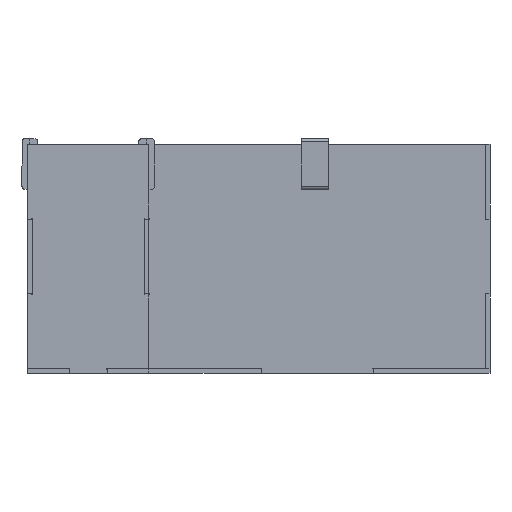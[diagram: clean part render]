
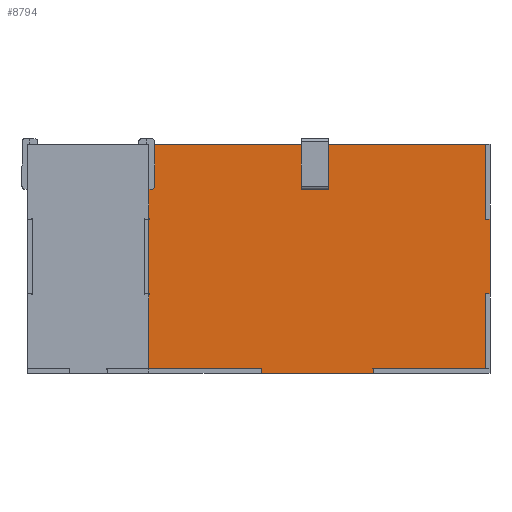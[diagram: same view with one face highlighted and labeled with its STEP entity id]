
A CAD part, left-side view. The second image highlights one B-rep face of the part: STEP entity #8794.
In plain terms, the highlighted face is planar.
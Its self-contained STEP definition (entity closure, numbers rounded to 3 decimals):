
#8505 = VERTEX_POINT('',#8506);
#8506 = CARTESIAN_POINT('',(4.,152.,200.));
#8512 = EDGE_CURVE('',#8505,#8513,#8515,.T.);
#8513 = VERTEX_POINT('',#8514);
#8514 = CARTESIAN_POINT('',(4.,-152.,200.));
#8515 = LINE('',#8516,#8517);
#8516 = CARTESIAN_POINT('',(4.,152.,200.));
#8517 = VECTOR('',#8518,1.);
#8518 = DIRECTION('',(0.,-1.,0.));
#8551 = VERTEX_POINT('',#8552);
#8552 = CARTESIAN_POINT('',(4.,152.,133.683));
#8558 = EDGE_CURVE('',#8551,#8505,#8559,.T.);
#8559 = LINE('',#8560,#8561);
#8560 = CARTESIAN_POINT('',(4.,152.,133.333));
#8561 = VECTOR('',#8562,1.);
#8562 = DIRECTION('',(0.,0.,1.));
#8574 = EDGE_CURVE('',#8513,#8575,#8577,.T.);
#8575 = VERTEX_POINT('',#8576);
#8576 = CARTESIAN_POINT('',(4.,-152.,133.333));
#8577 = LINE('',#8578,#8579);
#8578 = CARTESIAN_POINT('',(4.,-152.,200.));
#8579 = VECTOR('',#8580,1.);
#8580 = DIRECTION('',(0.,0.,-1.));
#8794 = ADVANCED_FACE('',(#8795),#8983,.T.);
#8795 = FACE_BOUND('',#8796,.T.);
#8796 = EDGE_LOOP('',(#8797,#8798,#8799,#8800,#8808,#8817,#8826,#8834,
    #8843,#8852,#8860,#8868,#8876,#8885,#8894,#8902,#8910,#8918,#8927,
    #8935,#8943,#8952,#8960,#8968,#8976));
#8797 = ORIENTED_EDGE('',*,*,#8558,.T.);
#8798 = ORIENTED_EDGE('',*,*,#8512,.T.);
#8799 = ORIENTED_EDGE('',*,*,#8574,.T.);
#8800 = ORIENTED_EDGE('',*,*,#8801,.T.);
#8801 = EDGE_CURVE('',#8575,#8802,#8804,.T.);
#8802 = VERTEX_POINT('',#8803);
#8803 = CARTESIAN_POINT('',(4.,-148.35,133.333));
#8804 = LINE('',#8805,#8806);
#8805 = CARTESIAN_POINT('',(4.,-152.,133.333));
#8806 = VECTOR('',#8807,1.);
#8807 = DIRECTION('',(0.,1.,0.));
#8808 = ORIENTED_EDGE('',*,*,#8809,.T.);
#8809 = EDGE_CURVE('',#8802,#8810,#8812,.T.);
#8810 = VERTEX_POINT('',#8811);
#8811 = CARTESIAN_POINT('',(4.,-147.65,133.333));
#8812 = CIRCLE('',#8813,0.35);
#8813 = AXIS2_PLACEMENT_3D('',#8814,#8815,#8816);
#8814 = CARTESIAN_POINT('',(4.,-148.,133.333));
#8815 = DIRECTION('',(-1.,0.,0.));
#8816 = DIRECTION('',(0.,1.,0.));
#8817 = ORIENTED_EDGE('',*,*,#8818,.T.);
#8818 = EDGE_CURVE('',#8810,#8819,#8821,.T.);
#8819 = VERTEX_POINT('',#8820);
#8820 = CARTESIAN_POINT('',(4.,-148.,132.983));
#8821 = CIRCLE('',#8822,0.35);
#8822 = AXIS2_PLACEMENT_3D('',#8823,#8824,#8825);
#8823 = CARTESIAN_POINT('',(4.,-148.,133.333));
#8824 = DIRECTION('',(-1.,0.,0.));
#8825 = DIRECTION('',(0.,1.,0.));
#8826 = ORIENTED_EDGE('',*,*,#8827,.T.);
#8827 = EDGE_CURVE('',#8819,#8828,#8830,.T.);
#8828 = VERTEX_POINT('',#8829);
#8829 = CARTESIAN_POINT('',(4.,-148.,67.017));
#8830 = LINE('',#8831,#8832);
#8831 = CARTESIAN_POINT('',(4.,-148.,133.333));
#8832 = VECTOR('',#8833,1.);
#8833 = DIRECTION('',(0.,0.,-1.));
#8834 = ORIENTED_EDGE('',*,*,#8835,.T.);
#8835 = EDGE_CURVE('',#8828,#8836,#8838,.T.);
#8836 = VERTEX_POINT('',#8837);
#8837 = CARTESIAN_POINT('',(4.,-147.65,66.667));
#8838 = CIRCLE('',#8839,0.35);
#8839 = AXIS2_PLACEMENT_3D('',#8840,#8841,#8842);
#8840 = CARTESIAN_POINT('',(4.,-148.,66.667));
#8841 = DIRECTION('',(-1.,0.,0.));
#8842 = DIRECTION('',(0.,1.,0.));
#8843 = ORIENTED_EDGE('',*,*,#8844,.T.);
#8844 = EDGE_CURVE('',#8836,#8845,#8847,.T.);
#8845 = VERTEX_POINT('',#8846);
#8846 = CARTESIAN_POINT('',(4.,-148.35,66.667));
#8847 = CIRCLE('',#8848,0.35);
#8848 = AXIS2_PLACEMENT_3D('',#8849,#8850,#8851);
#8849 = CARTESIAN_POINT('',(4.,-148.,66.667));
#8850 = DIRECTION('',(-1.,0.,0.));
#8851 = DIRECTION('',(0.,1.,0.));
#8852 = ORIENTED_EDGE('',*,*,#8853,.T.);
#8853 = EDGE_CURVE('',#8845,#8854,#8856,.T.);
#8854 = VERTEX_POINT('',#8855);
#8855 = CARTESIAN_POINT('',(4.,-152.,66.667));
#8856 = LINE('',#8857,#8858);
#8857 = CARTESIAN_POINT('',(4.,-148.,66.667));
#8858 = VECTOR('',#8859,1.);
#8859 = DIRECTION('',(0.,-1.,0.));
#8860 = ORIENTED_EDGE('',*,*,#8861,.T.);
#8861 = EDGE_CURVE('',#8854,#8862,#8864,.T.);
#8862 = VERTEX_POINT('',#8863);
#8863 = CARTESIAN_POINT('',(4.,-152.,0.));
#8864 = LINE('',#8865,#8866);
#8865 = CARTESIAN_POINT('',(4.,-152.,66.667));
#8866 = VECTOR('',#8867,1.);
#8867 = DIRECTION('',(0.,0.,-1.));
#8868 = ORIENTED_EDGE('',*,*,#8869,.T.);
#8869 = EDGE_CURVE('',#8862,#8870,#8872,.T.);
#8870 = VERTEX_POINT('',#8871);
#8871 = CARTESIAN_POINT('',(4.,-48.35,0.));
#8872 = LINE('',#8873,#8874);
#8873 = CARTESIAN_POINT('',(4.,-152.,0.));
#8874 = VECTOR('',#8875,1.);
#8875 = DIRECTION('',(0.,1.,0.));
#8876 = ORIENTED_EDGE('',*,*,#8877,.T.);
#8877 = EDGE_CURVE('',#8870,#8878,#8880,.T.);
#8878 = VERTEX_POINT('',#8879);
#8879 = CARTESIAN_POINT('',(4.,-47.65,0.));
#8880 = CIRCLE('',#8881,0.35);
#8881 = AXIS2_PLACEMENT_3D('',#8882,#8883,#8884);
#8882 = CARTESIAN_POINT('',(4.,-48.,0.));
#8883 = DIRECTION('',(-1.,0.,0.));
#8884 = DIRECTION('',(0.,1.,0.));
#8885 = ORIENTED_EDGE('',*,*,#8886,.T.);
#8886 = EDGE_CURVE('',#8878,#8887,#8889,.T.);
#8887 = VERTEX_POINT('',#8888);
#8888 = CARTESIAN_POINT('',(4.,-48.,-0.35));
#8889 = CIRCLE('',#8890,0.35);
#8890 = AXIS2_PLACEMENT_3D('',#8891,#8892,#8893);
#8891 = CARTESIAN_POINT('',(4.,-48.,0.));
#8892 = DIRECTION('',(-1.,0.,0.));
#8893 = DIRECTION('',(0.,1.,0.));
#8894 = ORIENTED_EDGE('',*,*,#8895,.T.);
#8895 = EDGE_CURVE('',#8887,#8896,#8898,.T.);
#8896 = VERTEX_POINT('',#8897);
#8897 = CARTESIAN_POINT('',(4.,-48.,-4.));
#8898 = LINE('',#8899,#8900);
#8899 = CARTESIAN_POINT('',(4.,-48.,0.));
#8900 = VECTOR('',#8901,1.);
#8901 = DIRECTION('',(0.,0.,-1.));
#8902 = ORIENTED_EDGE('',*,*,#8903,.T.);
#8903 = EDGE_CURVE('',#8896,#8904,#8906,.T.);
#8904 = VERTEX_POINT('',#8905);
#8905 = CARTESIAN_POINT('',(4.,52.,-4.));
#8906 = LINE('',#8907,#8908);
#8907 = CARTESIAN_POINT('',(4.,-48.,-4.));
#8908 = VECTOR('',#8909,1.);
#8909 = DIRECTION('',(0.,1.,0.));
#8910 = ORIENTED_EDGE('',*,*,#8911,.T.);
#8911 = EDGE_CURVE('',#8904,#8912,#8914,.T.);
#8912 = VERTEX_POINT('',#8913);
#8913 = CARTESIAN_POINT('',(4.,52.,-0.35));
#8914 = LINE('',#8915,#8916);
#8915 = CARTESIAN_POINT('',(4.,52.,-4.));
#8916 = VECTOR('',#8917,1.);
#8917 = DIRECTION('',(0.,0.,1.));
#8918 = ORIENTED_EDGE('',*,*,#8919,.T.);
#8919 = EDGE_CURVE('',#8912,#8920,#8922,.T.);
#8920 = VERTEX_POINT('',#8921);
#8921 = CARTESIAN_POINT('',(4.,52.35,0.));
#8922 = CIRCLE('',#8923,0.35);
#8923 = AXIS2_PLACEMENT_3D('',#8924,#8925,#8926);
#8924 = CARTESIAN_POINT('',(4.,52.,0.));
#8925 = DIRECTION('',(-1.,0.,0.));
#8926 = DIRECTION('',(0.,1.,0.));
#8927 = ORIENTED_EDGE('',*,*,#8928,.T.);
#8928 = EDGE_CURVE('',#8920,#8929,#8931,.T.);
#8929 = VERTEX_POINT('',#8930);
#8930 = CARTESIAN_POINT('',(4.,152.,0.));
#8931 = LINE('',#8932,#8933);
#8932 = CARTESIAN_POINT('',(4.,52.,0.));
#8933 = VECTOR('',#8934,1.);
#8934 = DIRECTION('',(0.,1.,0.));
#8935 = ORIENTED_EDGE('',*,*,#8936,.T.);
#8936 = EDGE_CURVE('',#8929,#8937,#8939,.T.);
#8937 = VERTEX_POINT('',#8938);
#8938 = CARTESIAN_POINT('',(4.,152.,66.317));
#8939 = LINE('',#8940,#8941);
#8940 = CARTESIAN_POINT('',(4.,152.,0.));
#8941 = VECTOR('',#8942,1.);
#8942 = DIRECTION('',(0.,0.,1.));
#8943 = ORIENTED_EDGE('',*,*,#8944,.T.);
#8944 = EDGE_CURVE('',#8937,#8945,#8947,.T.);
#8945 = VERTEX_POINT('',#8946);
#8946 = CARTESIAN_POINT('',(4.,152.35,66.667));
#8947 = CIRCLE('',#8948,0.35);
#8948 = AXIS2_PLACEMENT_3D('',#8949,#8950,#8951);
#8949 = CARTESIAN_POINT('',(4.,152.,66.667));
#8950 = DIRECTION('',(-1.,0.,0.));
#8951 = DIRECTION('',(0.,1.,0.));
#8952 = ORIENTED_EDGE('',*,*,#8953,.T.);
#8953 = EDGE_CURVE('',#8945,#8954,#8956,.T.);
#8954 = VERTEX_POINT('',#8955);
#8955 = CARTESIAN_POINT('',(4.,156.,66.667));
#8956 = LINE('',#8957,#8958);
#8957 = CARTESIAN_POINT('',(4.,152.,66.667));
#8958 = VECTOR('',#8959,1.);
#8959 = DIRECTION('',(0.,1.,0.));
#8960 = ORIENTED_EDGE('',*,*,#8961,.T.);
#8961 = EDGE_CURVE('',#8954,#8962,#8964,.T.);
#8962 = VERTEX_POINT('',#8963);
#8963 = CARTESIAN_POINT('',(4.,156.,133.333));
#8964 = LINE('',#8965,#8966);
#8965 = CARTESIAN_POINT('',(4.,156.,66.667));
#8966 = VECTOR('',#8967,1.);
#8967 = DIRECTION('',(0.,0.,1.));
#8968 = ORIENTED_EDGE('',*,*,#8969,.T.);
#8969 = EDGE_CURVE('',#8962,#8970,#8972,.T.);
#8970 = VERTEX_POINT('',#8971);
#8971 = CARTESIAN_POINT('',(4.,152.35,133.333));
#8972 = LINE('',#8973,#8974);
#8973 = CARTESIAN_POINT('',(4.,156.,133.333));
#8974 = VECTOR('',#8975,1.);
#8975 = DIRECTION('',(0.,-1.,0.));
#8976 = ORIENTED_EDGE('',*,*,#8977,.T.);
#8977 = EDGE_CURVE('',#8970,#8551,#8978,.T.);
#8978 = CIRCLE('',#8979,0.35);
#8979 = AXIS2_PLACEMENT_3D('',#8980,#8981,#8982);
#8980 = CARTESIAN_POINT('',(4.,152.,133.333));
#8981 = DIRECTION('',(-1.,0.,0.));
#8982 = DIRECTION('',(0.,1.,0.));
#8983 = PLANE('',#8984);
#8984 = AXIS2_PLACEMENT_3D('',#8985,#8986,#8987);
#8985 = CARTESIAN_POINT('',(4.,0.563,98.822));
#8986 = DIRECTION('',(1.,0.,0.));
#8987 = DIRECTION('',(0.,0.,1.));
